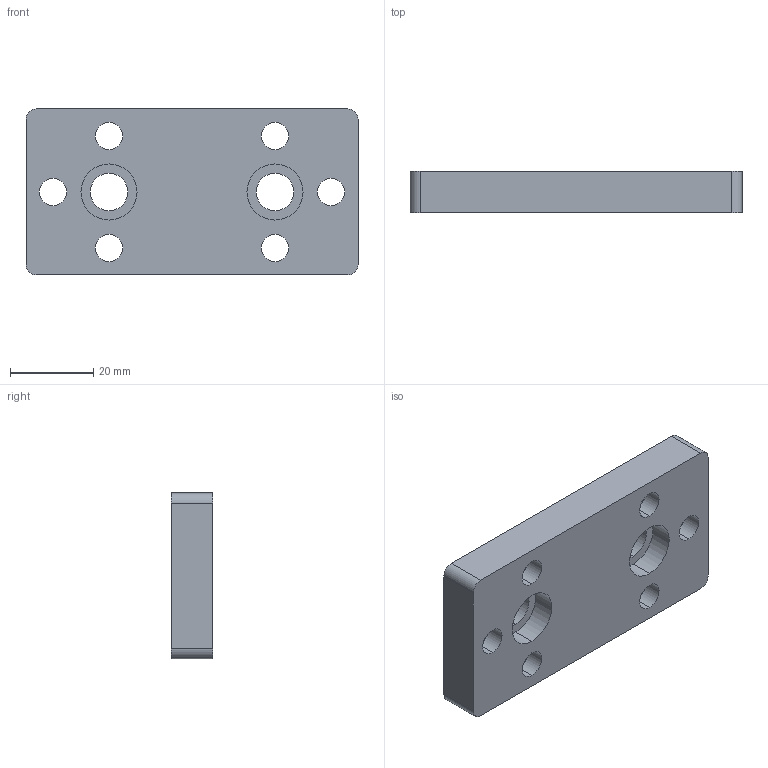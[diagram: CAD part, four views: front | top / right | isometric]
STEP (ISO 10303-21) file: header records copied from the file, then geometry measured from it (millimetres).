
FILE_DESCRIPTION (( 'STEP AP203' ), '1' );
FILE_NAME ('084.308.004.STEP', '2013-01-28T07:42:15', ( 'Alusic' ), ( 'Alusic' ), 'SwSTEP 2.0', 'SolidWorks 2011', '' );
FILE_SCHEMA (( 'CONFIG_CONTROL_DESIGN' ));
Length unit declared in the file: millimetre
Products named in the file (1): 084.308.004
Bounding box: 80 x 10 x 40 mm (x, y, z)
Volume: 25739.4 mm3; surface area: 10502.6 mm2
Topology: 1 solids, 1 shells, 50 faces, 120 edges, 80 vertices
Faces by surface type: cylinder 36, plane 14
Entity records: 1605 total; most frequent: DIRECTION 294, CARTESIAN_POINT 251, ORIENTED_EDGE 240, AXIS2_PLACEMENT_3D 123, EDGE_CURVE 120, VERTEX_POINT 80, EDGE_LOOP 74, CIRCLE 72
